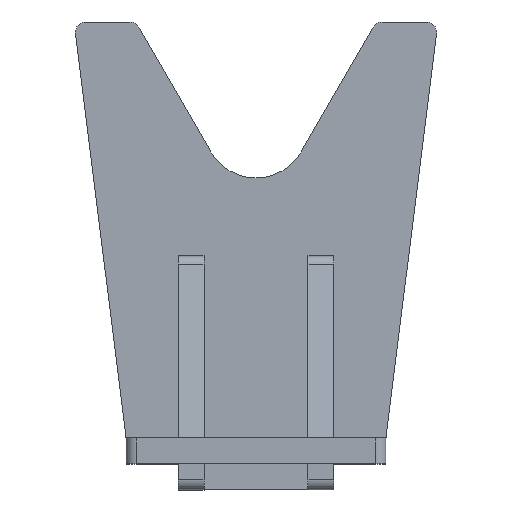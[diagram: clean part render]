
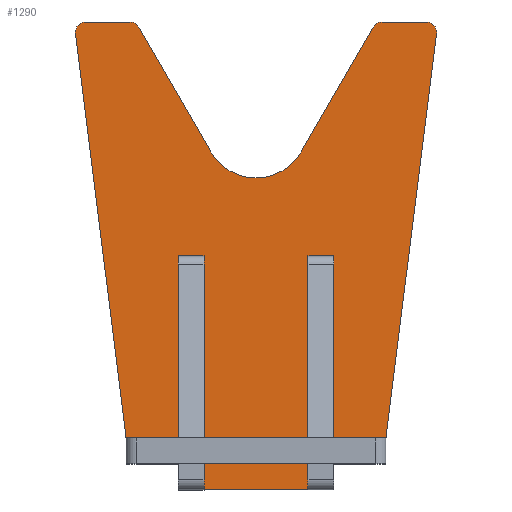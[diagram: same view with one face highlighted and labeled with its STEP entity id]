
A CAD part, top view. The second image highlights one B-rep face of the part: STEP entity #1290.
In plain terms, the highlighted planar face has unit normal (0, 0, 1).
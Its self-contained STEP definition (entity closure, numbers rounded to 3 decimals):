
#66=CIRCLE('',#1399,10.);
#67=CIRCLE('',#1402,2.);
#72=CIRCLE('',#1410,2.);
#73=CIRCLE('',#1413,2.);
#74=CIRCLE('',#1416,2.);
#147=FACE_OUTER_BOUND('',#223,.T.);
#223=EDGE_LOOP('',(#1078,#1079,#1080,#1081,#1082,#1083,#1084,#1085,#1086,
#1087,#1088,#1089,#1090,#1091,#1092,#1093,#1094,#1095,#1096,#1097));
#300=LINE('',#1972,#446);
#304=LINE('',#1979,#450);
#307=LINE('',#1987,#453);
#311=LINE('',#1994,#457);
#314=LINE('',#2002,#460);
#316=LINE('',#2005,#462);
#322=LINE('',#2021,#468);
#327=LINE('',#2036,#473);
#336=LINE('',#2059,#482);
#340=LINE('',#2069,#486);
#342=LINE('',#2075,#488);
#343=LINE('',#2077,#489);
#344=LINE('',#2079,#490);
#345=LINE('',#2082,#491);
#347=LINE('',#2085,#493);
#446=VECTOR('',#1604,10.);
#450=VECTOR('',#1610,10.);
#453=VECTOR('',#1615,10.);
#457=VECTOR('',#1621,10.);
#460=VECTOR('',#1626,10.);
#462=VECTOR('',#1630,10.);
#468=VECTOR('',#1644,10.);
#473=VECTOR('',#1657,10.);
#482=VECTOR('',#1680,10.);
#486=VECTOR('',#1690,10.);
#488=VECTOR('',#1698,10.);
#489=VECTOR('',#1701,10.);
#490=VECTOR('',#1704,10.);
#491=VECTOR('',#1707,10.);
#493=VECTOR('',#1711,10.);
#584=VERTEX_POINT('',#1969);
#585=VERTEX_POINT('',#1971);
#587=VERTEX_POINT('',#1977);
#590=VERTEX_POINT('',#1984);
#591=VERTEX_POINT('',#1986);
#593=VERTEX_POINT('',#1992);
#596=VERTEX_POINT('',#1999);
#597=VERTEX_POINT('',#2001);
#600=VERTEX_POINT('',#2011);
#601=VERTEX_POINT('',#2013);
#603=VERTEX_POINT('',#2019);
#604=VERTEX_POINT('',#2023);
#605=VERTEX_POINT('',#2024);
#609=VERTEX_POINT('',#2034);
#616=VERTEX_POINT('',#2055);
#617=VERTEX_POINT('',#2061);
#618=VERTEX_POINT('',#2062);
#619=VERTEX_POINT('',#2067);
#620=VERTEX_POINT('',#2071);
#621=VERTEX_POINT('',#2081);
#728=EDGE_CURVE('',#584,#585,#300,.T.);
#732=EDGE_CURVE('',#584,#587,#304,.T.);
#735=EDGE_CURVE('',#590,#591,#307,.T.);
#739=EDGE_CURVE('',#593,#587,#311,.T.);
#742=EDGE_CURVE('',#596,#597,#314,.T.);
#744=EDGE_CURVE('',#596,#591,#316,.T.);
#748=EDGE_CURVE('',#600,#601,#66,.T.);
#752=EDGE_CURVE('',#600,#603,#322,.T.);
#753=EDGE_CURVE('',#604,#605,#67,.T.);
#759=EDGE_CURVE('',#604,#609,#327,.T.);
#770=EDGE_CURVE('',#616,#609,#72,.T.);
#772=EDGE_CURVE('',#616,#601,#336,.T.);
#773=EDGE_CURVE('',#617,#618,#73,.T.);
#777=EDGE_CURVE('',#617,#619,#340,.T.);
#778=EDGE_CURVE('',#620,#603,#74,.T.);
#780=EDGE_CURVE('',#585,#590,#342,.T.);
#781=EDGE_CURVE('',#619,#597,#343,.T.);
#782=EDGE_CURVE('',#620,#618,#344,.T.);
#783=EDGE_CURVE('',#621,#605,#345,.T.);
#785=EDGE_CURVE('',#621,#593,#347,.T.);
#1078=ORIENTED_EDGE('',*,*,#753,.F.);
#1079=ORIENTED_EDGE('',*,*,#759,.T.);
#1080=ORIENTED_EDGE('',*,*,#770,.F.);
#1081=ORIENTED_EDGE('',*,*,#772,.T.);
#1082=ORIENTED_EDGE('',*,*,#748,.F.);
#1083=ORIENTED_EDGE('',*,*,#752,.T.);
#1084=ORIENTED_EDGE('',*,*,#778,.F.);
#1085=ORIENTED_EDGE('',*,*,#782,.T.);
#1086=ORIENTED_EDGE('',*,*,#773,.F.);
#1087=ORIENTED_EDGE('',*,*,#777,.T.);
#1088=ORIENTED_EDGE('',*,*,#781,.T.);
#1089=ORIENTED_EDGE('',*,*,#742,.F.);
#1090=ORIENTED_EDGE('',*,*,#744,.T.);
#1091=ORIENTED_EDGE('',*,*,#735,.F.);
#1092=ORIENTED_EDGE('',*,*,#780,.F.);
#1093=ORIENTED_EDGE('',*,*,#728,.F.);
#1094=ORIENTED_EDGE('',*,*,#732,.T.);
#1095=ORIENTED_EDGE('',*,*,#739,.F.);
#1096=ORIENTED_EDGE('',*,*,#785,.F.);
#1097=ORIENTED_EDGE('',*,*,#783,.T.);
#1228=PLANE('',#1422);
#1290=ADVANCED_FACE('',(#147),#1228,.T.);
#1399=AXIS2_PLACEMENT_3D('',#2014,#1637,#1638);
#1402=AXIS2_PLACEMENT_3D('',#2025,#1647,#1648);
#1410=AXIS2_PLACEMENT_3D('',#2056,#1675,#1676);
#1413=AXIS2_PLACEMENT_3D('',#2063,#1683,#1684);
#1416=AXIS2_PLACEMENT_3D('',#2072,#1693,#1694);
#1422=AXIS2_PLACEMENT_3D('',#2086,#1712,#1713);
#1604=DIRECTION('',(0.,-1.,0.));
#1610=DIRECTION('',(1.,0.,0.));
#1615=DIRECTION('',(0.,1.,0.));
#1621=DIRECTION('',(0.,1.,0.));
#1626=DIRECTION('',(0.,-1.,0.));
#1630=DIRECTION('',(1.,0.,0.));
#1637=DIRECTION('center_axis',(0.,0.,1.));
#1638=DIRECTION('ref_axis',(0.,-1.,0.));
#1644=DIRECTION('',(-0.5,0.866,0.));
#1647=DIRECTION('center_axis',(0.,0.,-1.));
#1648=DIRECTION('ref_axis',(0.75,0.662,0.));
#1657=DIRECTION('',(-1.,0.,0.));
#1675=DIRECTION('center_axis',(0.,0.,-1.));
#1676=DIRECTION('ref_axis',(-0.5,0.866,0.));
#1680=DIRECTION('',(-0.5,-0.866,0.));
#1683=DIRECTION('center_axis',(0.,0.,-1.));
#1684=DIRECTION('ref_axis',(-0.75,0.662,0.));
#1690=DIRECTION('',(0.124,-0.992,0.));
#1693=DIRECTION('center_axis',(0.,0.,-1.));
#1694=DIRECTION('ref_axis',(0.5,0.866,0.));
#1698=DIRECTION('',(-1.,0.,0.));
#1701=DIRECTION('',(1.,0.,0.));
#1704=DIRECTION('',(-1.,0.,0.));
#1707=DIRECTION('',(0.124,0.992,0.));
#1711=DIRECTION('',(-1.,0.,0.));
#1712=DIRECTION('center_axis',(0.,0.,1.));
#1713=DIRECTION('ref_axis',(1.,0.,0.));
#1969=CARTESIAN_POINT('',(110.15,20.,5.));
#1971=CARTESIAN_POINT('',(110.15,-10.,5.));
#1972=CARTESIAN_POINT('',(110.15,-10.,5.));
#1977=CARTESIAN_POINT('',(114.85,20.,5.));
#1979=CARTESIAN_POINT('',(115.,20.,5.));
#1984=CARTESIAN_POINT('',(89.85,-10.,5.));
#1986=CARTESIAN_POINT('',(89.85,20.,5.));
#1987=CARTESIAN_POINT('',(89.85,20.,5.));
#1992=CARTESIAN_POINT('',(114.85,0.,5.));
#1994=CARTESIAN_POINT('',(114.85,0.,5.));
#1999=CARTESIAN_POINT('',(85.15,20.,5.));
#2001=CARTESIAN_POINT('',(85.15,0.,5.));
#2002=CARTESIAN_POINT('',(85.15,0.,5.));
#2005=CARTESIAN_POINT('',(85.,20.,5.));
#2011=CARTESIAN_POINT('',(91.34,55.,5.));
#2013=CARTESIAN_POINT('',(108.66,55.,5.));
#2014=CARTESIAN_POINT('Origin',(100.,60.,5.));
#2019=CARTESIAN_POINT('',(77.483,79.,5.));
#2021=CARTESIAN_POINT('',(100.,40.,5.));
#2023=CARTESIAN_POINT('',(132.734,80.,5.));
#2024=CARTESIAN_POINT('',(134.719,77.752,5.));
#2025=CARTESIAN_POINT('Origin',(132.734,78.,5.));
#2034=CARTESIAN_POINT('',(124.249,80.,5.));
#2036=CARTESIAN_POINT('',(135.,80.,5.));
#2055=CARTESIAN_POINT('',(122.517,79.,5.));
#2056=CARTESIAN_POINT('Origin',(124.249,78.,5.));
#2059=CARTESIAN_POINT('',(100.,40.,5.));
#2061=CARTESIAN_POINT('',(65.281,77.752,5.));
#2062=CARTESIAN_POINT('',(67.266,80.,5.));
#2063=CARTESIAN_POINT('Origin',(67.266,78.,5.));
#2067=CARTESIAN_POINT('',(75.,0.,5.));
#2069=CARTESIAN_POINT('',(65.,80.,5.));
#2071=CARTESIAN_POINT('',(75.751,80.,5.));
#2072=CARTESIAN_POINT('Origin',(75.751,78.,5.));
#2075=CARTESIAN_POINT('',(90.,-10.,5.));
#2077=CARTESIAN_POINT('',(85.,0.,5.));
#2079=CARTESIAN_POINT('',(65.,80.,5.));
#2081=CARTESIAN_POINT('',(125.,0.,5.));
#2082=CARTESIAN_POINT('',(135.,80.,5.));
#2085=CARTESIAN_POINT('',(115.,0.,5.));
#2086=CARTESIAN_POINT('Origin',(100.,35.,5.));
